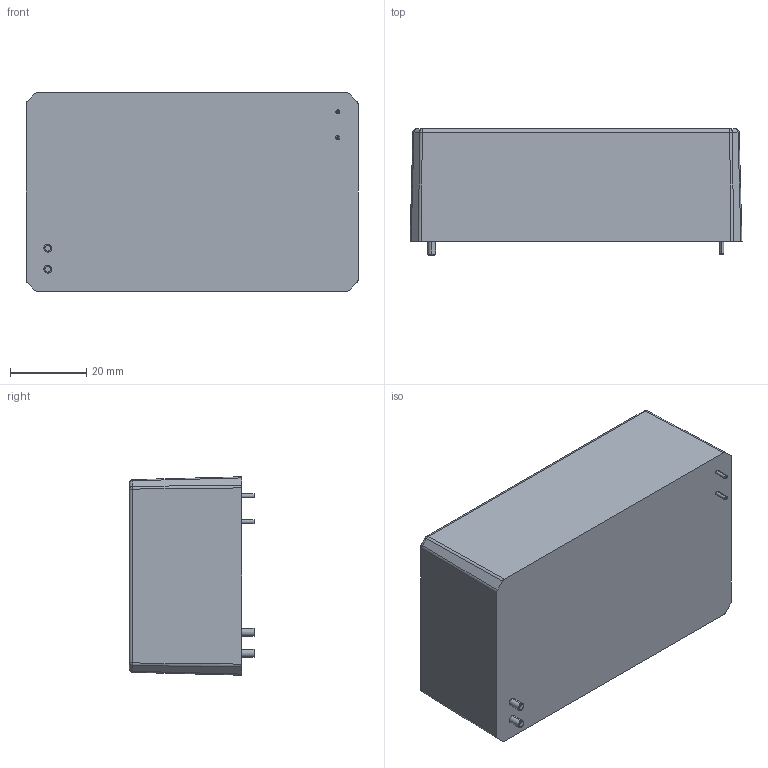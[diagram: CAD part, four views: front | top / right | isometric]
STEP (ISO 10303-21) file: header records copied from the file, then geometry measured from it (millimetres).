
FILE_DESCRIPTION (( 'STEP AP214' ), '1' );
FILE_NAME ('IRM-60(MeanWell).STEP', '2019-08-31T13:57:13', ( '' ), ( '' ), 'SwSTEP 2.0', 'SolidWorks 2018', '' );
FILE_SCHEMA (( 'AUTOMOTIVE_DESIGN' ));
Length unit declared in the file: millimetre
Products named in the file (1): IRM-60(MeanWell)
Bounding box: 87 x 33 x 52 mm (x, y, z)
Volume: 129976.5 mm3; surface area: 16715.4 mm2
Topology: 1 solids, 1 shells, 76 faces, 310 edges, 254 vertices
Faces by surface type: plane 36, cylinder 24, torus 8, sphere 8
Entity records: 5104 total; most frequent: CARTESIAN_POINT 1923, ORIENTED_EDGE 604, DIRECTION 403, EDGE_CURVE 302, VERTEX_POINT 254, VECTOR 137, LINE 137, AXIS2_PLACEMENT_3D 133
